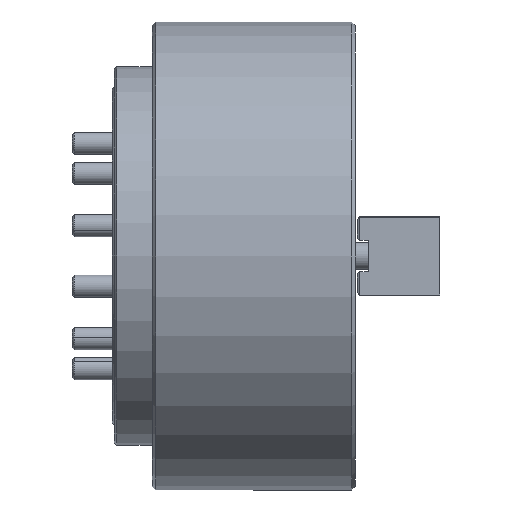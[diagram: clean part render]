
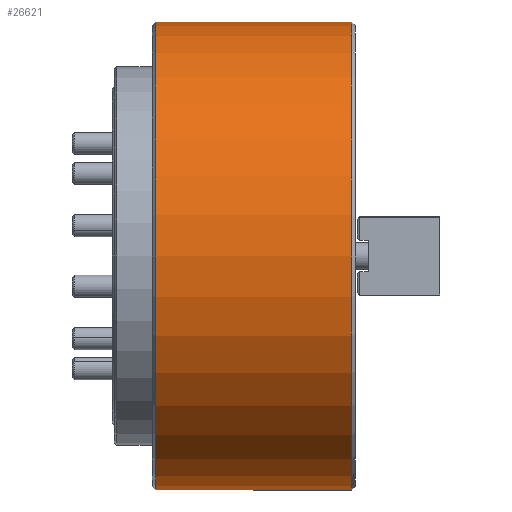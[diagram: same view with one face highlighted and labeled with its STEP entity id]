
A CAD part, front view. The second image highlights one B-rep face of the part: STEP entity #26621.
In plain terms, the highlighted cylindrical face has radius 105 mm (diameter 210 mm), a partial arc.
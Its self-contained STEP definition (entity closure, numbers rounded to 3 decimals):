
#708 = CARTESIAN_POINT ( 'NONE',  ( 0., 0., 105. ) ) ;
#932 = VERTEX_POINT ( 'NONE', #4900 ) ;
#967 = VERTEX_POINT ( 'NONE', #25941 ) ;
#1808 = FACE_OUTER_BOUND ( 'NONE', #13669, .T. ) ;
#2099 = DIRECTION ( 'NONE',  ( 1., 0., 0. ) ) ;
#4900 = CARTESIAN_POINT ( 'NONE',  ( -89.5, 0., 105. ) ) ;
#5153 = CARTESIAN_POINT ( 'NONE',  ( 0., 0., 0. ) ) ;
#5309 = LINE ( 'NONE', #8005, #28758 ) ;
#5381 = ORIENTED_EDGE ( 'NONE', *, *, #19100, .T. ) ;
#7089 = CYLINDRICAL_SURFACE ( 'NONE', #21843, 105. ) ;
#7510 = DIRECTION ( 'NONE',  ( 1., 0., 0. ) ) ;
#8005 = CARTESIAN_POINT ( 'NONE',  ( 0., 0., -105. ) ) ;
#8460 = VERTEX_POINT ( 'NONE', #11669 ) ;
#8939 = LINE ( 'NONE', #708, #26352 ) ;
#9003 = AXIS2_PLACEMENT_3D ( 'NONE', #15633, #2099, #17936 ) ;
#9377 = DIRECTION ( 'NONE',  ( 1., 0., 0. ) ) ;
#9440 = EDGE_CURVE ( 'NONE', #967, #17165, #26127, .T. ) ;
#9683 = ORIENTED_EDGE ( 'NONE', *, *, #9440, .F. ) ;
#11466 = EDGE_CURVE ( 'NONE', #932, #967, #8939, .T. ) ;
#11669 = CARTESIAN_POINT ( 'NONE',  ( -89.5, 0., -105. ) ) ;
#12841 = EDGE_CURVE ( 'NONE', #932, #8460, #25917, .T. ) ;
#13669 = EDGE_LOOP ( 'NONE', ( #15288, #20271, #5381, #9683 ) ) ;
#15288 = ORIENTED_EDGE ( 'NONE', *, *, #11466, .F. ) ;
#15633 = CARTESIAN_POINT ( 'NONE',  ( -1.5, 0., 0. ) ) ;
#17165 = VERTEX_POINT ( 'NONE', #18780 ) ;
#17936 = DIRECTION ( 'NONE',  ( 0., 0., -1. ) ) ;
#18780 = CARTESIAN_POINT ( 'NONE',  ( -1.5, 0., -105. ) ) ;
#19100 = EDGE_CURVE ( 'NONE', #8460, #17165, #5309, .T. ) ;
#20271 = ORIENTED_EDGE ( 'NONE', *, *, #12841, .T. ) ;
#20958 = DIRECTION ( 'NONE',  ( 0., 0., -1. ) ) ;
#21843 = AXIS2_PLACEMENT_3D ( 'NONE', #5153, #27888, #20958 ) ;
#22924 = CARTESIAN_POINT ( 'NONE',  ( -89.5, 0., 0. ) ) ;
#25210 = DIRECTION ( 'NONE',  ( 0., 0., -1. ) ) ;
#25917 = CIRCLE ( 'NONE', #29059, 105. ) ;
#25941 = CARTESIAN_POINT ( 'NONE',  ( -1.5, 0., 105. ) ) ;
#26127 = CIRCLE ( 'NONE', #9003, 105. ) ;
#26352 = VECTOR ( 'NONE', #7510, 1000. ) ;
#26621 = ADVANCED_FACE ( 'NONE', ( #1808 ), #7089, .T. ) ;
#27888 = DIRECTION ( 'NONE',  ( 1., 0., 0. ) ) ;
#28680 = DIRECTION ( 'NONE',  ( 1., 0., 0. ) ) ;
#28758 = VECTOR ( 'NONE', #28680, 1000. ) ;
#29059 = AXIS2_PLACEMENT_3D ( 'NONE', #22924, #9377, #25210 ) ;
